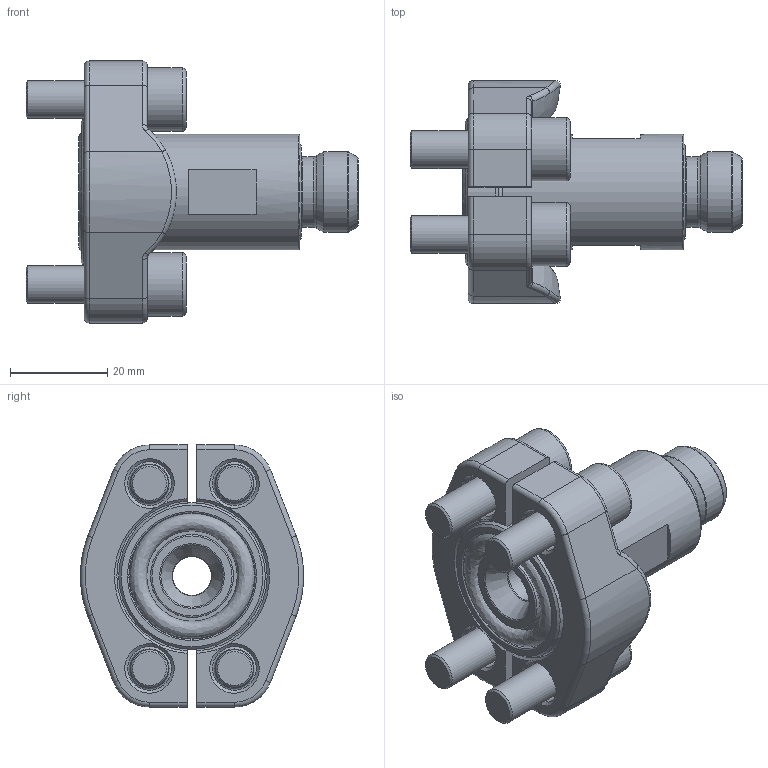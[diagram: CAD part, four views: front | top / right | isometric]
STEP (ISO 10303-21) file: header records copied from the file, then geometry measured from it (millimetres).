
FILE_DESCRIPTION(/* description */ (''),/* implementation_level */ '2;1');
FILE_NAME(/* name */ 'SGA13-3-12.stp',/* time_stamp */ '2025-01-29T09:33:59+01:00',/* author */ (''),/* organization */ (''),/* preprocessor_version */ 'ST-DEVELOPER v16',/* originating_system */ 'SIEMENS PLM Software NX 10.0',/* authorisation */ '');
FILE_SCHEMA (('CONFIG_CONTROL_DESIGN'));
Length unit declared in the file: millimetre
Products named in the file (7): X-AFH13-3_einzel; X-O17-1; X-O18; X-M8x25I; X-SGA31312; X-AFH13-3; SGA013-312
Assembly tree (10 placements, depth 3):
  SGA013-312
    X-SGA31312
    X-AFH13-3
      X-AFH13-3_einzel  x2
    X-M8x25I  x4
    X-O18
    X-O17-1
Bounding box: 68.4 x 45.94 x 54 mm (x, y, z)
Volume: 45435.9 mm3; surface area: 21364.9 mm2
Topology: 9 solids, 9 shells, 257 faces, 557 edges, 322 vertices
Faces by surface type: plane 92, cone 56, cylinder 47, torus 46, bspline 12, sphere 2, revolution 2
Full cylindrical faces by diameter (mm): 7.76 x4, 8 x1, 9 x4, 13 x4, 14.6 x1, 16.31 x1, 16.62 x1, 17.11 x1, 20 x1, 23.8 x1, 26 x1, 30.2 x1
Entity records: 4080 total; most frequent: CARTESIAN_POINT 790, DIRECTION 556, ORIENTED_EDGE 414, AXIS2_PLACEMENT_3D 247, EDGE_CURVE 207, EDGE_LOOP 173, VERTEX_POINT 145, ADVANCED_FACE 121
